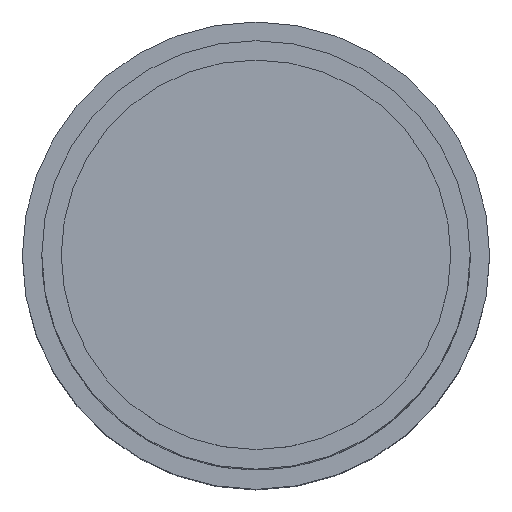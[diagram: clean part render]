
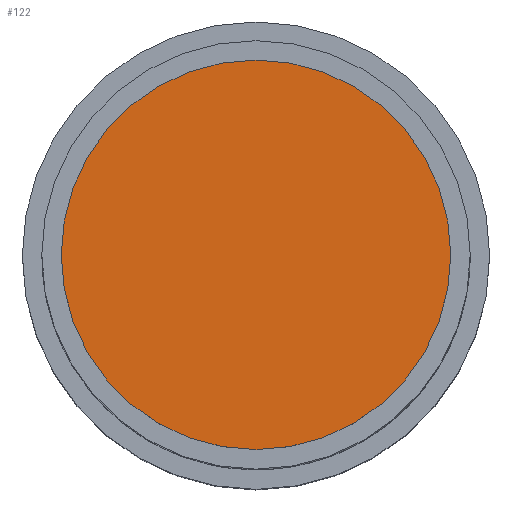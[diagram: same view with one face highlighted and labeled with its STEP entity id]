
A CAD part, top view. The second image highlights one B-rep face of the part: STEP entity #122.
In plain terms, the highlighted planar face has unit normal (0, 0, 1).
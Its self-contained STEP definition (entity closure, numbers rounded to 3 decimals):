
#67 = AXIS2_PLACEMENT_3D ( 'NONE', #276, #283, #389 ) ;
#122 = ADVANCED_FACE ( 'NONE', ( #331 ), #575, .T. ) ;
#147 = DIRECTION ( 'NONE',  ( 0., 0., 1. ) ) ;
#166 = ORIENTED_EDGE ( 'NONE', *, *, #376, .T. ) ;
#219 = CARTESIAN_POINT ( 'NONE',  ( 0., 0., 77.45 ) ) ;
#234 = CARTESIAN_POINT ( 'NONE',  ( -10., 0., 77.45 ) ) ;
#276 = CARTESIAN_POINT ( 'NONE',  ( 0., 0., 77.45 ) ) ;
#283 = DIRECTION ( 'NONE',  ( 0., 0., 1. ) ) ;
#331 = FACE_OUTER_BOUND ( 'NONE', #592, .T. ) ;
#376 = EDGE_CURVE ( 'NONE', #717, #636, #495, .T. ) ;
#388 = DIRECTION ( 'NONE',  ( 1., 0., 0. ) ) ;
#389 = DIRECTION ( 'NONE',  ( 1., 0., 0. ) ) ;
#468 = EDGE_CURVE ( 'NONE', #636, #717, #589, .T. ) ;
#495 = CIRCLE ( 'NONE', #510, 10. ) ;
#510 = AXIS2_PLACEMENT_3D ( 'NONE', #678, #147, #561 ) ;
#515 = DIRECTION ( 'NONE',  ( 0., 0., 1. ) ) ;
#525 = AXIS2_PLACEMENT_3D ( 'NONE', #219, #515, #388 ) ;
#561 = DIRECTION ( 'NONE',  ( 1., 0., 0. ) ) ;
#575 = PLANE ( 'NONE',  #67 ) ;
#589 = CIRCLE ( 'NONE', #525, 10. ) ;
#592 = EDGE_LOOP ( 'NONE', ( #166, #694 ) ) ;
#628 = CARTESIAN_POINT ( 'NONE',  ( 10., 0., 77.45 ) ) ;
#636 = VERTEX_POINT ( 'NONE', #628 ) ;
#678 = CARTESIAN_POINT ( 'NONE',  ( 0., 0., 77.45 ) ) ;
#694 = ORIENTED_EDGE ( 'NONE', *, *, #468, .T. ) ;
#717 = VERTEX_POINT ( 'NONE', #234 ) ;
